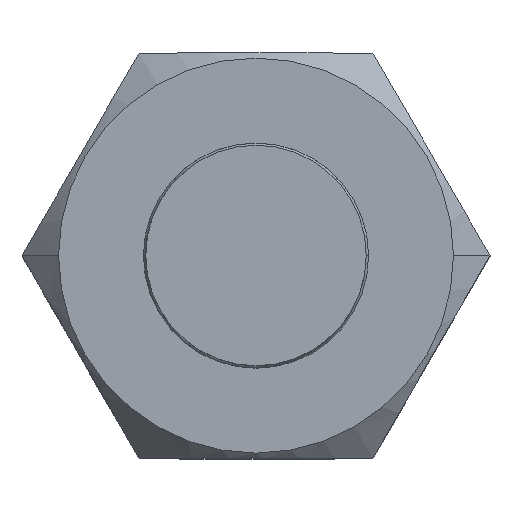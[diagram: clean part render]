
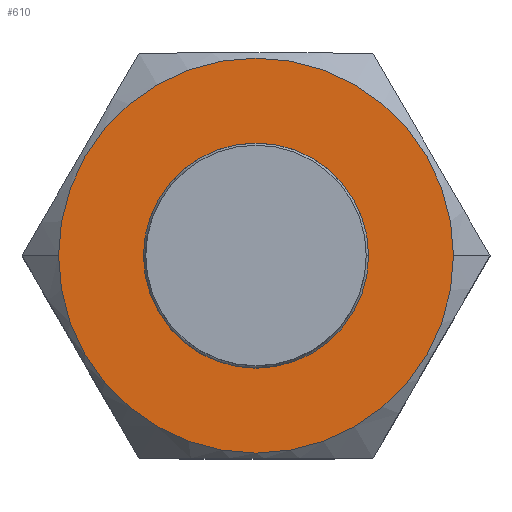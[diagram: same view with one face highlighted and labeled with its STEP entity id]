
A CAD part, top view. The second image highlights one B-rep face of the part: STEP entity #610.
In plain terms, the highlighted planar face has unit normal (0, 0, 1).
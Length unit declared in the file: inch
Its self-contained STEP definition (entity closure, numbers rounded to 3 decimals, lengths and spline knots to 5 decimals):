
#309=CARTESIAN_POINT('',(0.,0.,0.75));
#310=DIRECTION('',(0.,0.,1.));
#311=DIRECTION('',(-1.,0.,0.));
#312=AXIS2_PLACEMENT_3D('',#309,#310,#311);
#314=CARTESIAN_POINT('',(0.,0.,0.75));
#315=DIRECTION('',(0.,0.,1.));
#316=DIRECTION('',(1.,0.,0.));
#317=AXIS2_PLACEMENT_3D('',#314,#315,#316);
#319=CARTESIAN_POINT('',(0.,0.,0.75));
#320=DIRECTION('',(0.,0.,1.));
#321=DIRECTION('',(-1.,0.,0.));
#322=AXIS2_PLACEMENT_3D('',#319,#320,#321);
#324=CARTESIAN_POINT('',(0.,0.,0.75));
#325=DIRECTION('',(0.,0.,1.));
#326=DIRECTION('',(1.,0.,0.));
#327=AXIS2_PLACEMENT_3D('',#324,#325,#326);
#403=CARTESIAN_POINT('',(-0.335,0.,0.75));
#404=CARTESIAN_POINT('',(0.335,0.,0.75));
#405=VERTEX_POINT('',#403);
#406=VERTEX_POINT('',#404);
#435=CARTESIAN_POINT('',(-0.191,0.,0.75));
#436=CARTESIAN_POINT('',(0.191,0.,0.75));
#437=VERTEX_POINT('',#435);
#438=VERTEX_POINT('',#436);
#594=CARTESIAN_POINT('',(0.,0.,0.75));
#595=DIRECTION('',(0.,0.,1.));
#596=DIRECTION('',(1.,0.,0.));
#597=AXIS2_PLACEMENT_3D('',#594,#595,#596);
#598=PLANE('',#597);
#599=ORIENTED_EDGE('',*,*,#582,.F.);
#601=ORIENTED_EDGE('',*,*,#600,.F.);
#602=EDGE_LOOP('',(#599,#601));
#603=FACE_OUTER_BOUND('',#602,.F.);
#605=ORIENTED_EDGE('',*,*,#604,.T.);
#607=ORIENTED_EDGE('',*,*,#606,.T.);
#608=EDGE_LOOP('',(#605,#607));
#609=FACE_BOUND('',#608,.F.);
#313=CIRCLE('',#312,0.335);
#318=CIRCLE('',#317,0.335);
#323=CIRCLE('',#322,0.191);
#328=CIRCLE('',#327,0.191);
#582=EDGE_CURVE('',#405,#406,#313,.T.);
#600=EDGE_CURVE('',#406,#405,#318,.T.);
#604=EDGE_CURVE('',#437,#438,#323,.T.);
#606=EDGE_CURVE('',#438,#437,#328,.T.);
#610=ADVANCED_FACE('',(#603,#609),#598,.T.);
